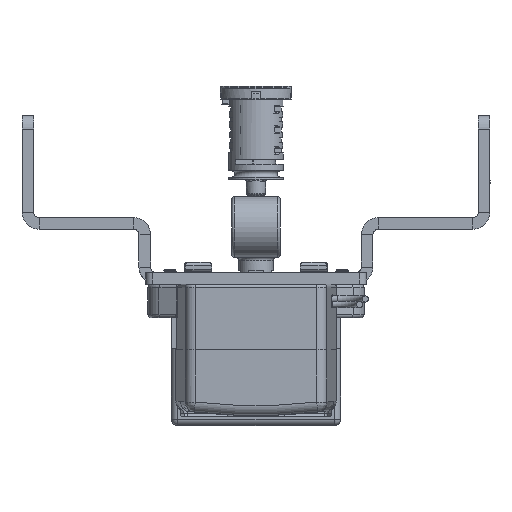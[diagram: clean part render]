
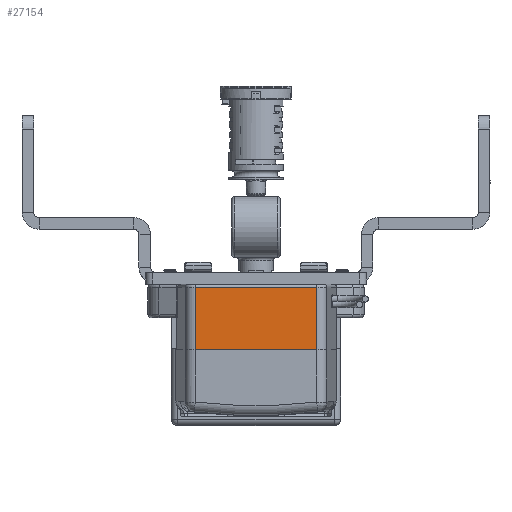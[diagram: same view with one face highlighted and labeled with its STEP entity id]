
A CAD part, front view. The second image highlights one B-rep face of the part: STEP entity #27154.
In plain terms, the highlighted planar face has unit normal (0, -1, 0).
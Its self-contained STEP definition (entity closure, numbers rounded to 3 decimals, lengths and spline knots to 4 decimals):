
#897=PLANE('',#29179);
#2157=FACE_OUTER_BOUND('',#3657,.T.);
#3657=EDGE_LOOP('',(#21821,#21822,#21823,#21824));
#6885=LINE('',#51462,#9123);
#7121=LINE('',#52171,#9359);
#7249=LINE('',#52559,#9487);
#7250=LINE('',#52561,#9488);
#9123=VECTOR('',#33389,0.3937);
#9359=VECTOR('',#34071,0.3937);
#9487=VECTOR('',#34467,0.3937);
#9488=VECTOR('',#34470,0.3937);
#11670=VERTEX_POINT('',#51456);
#11671=VERTEX_POINT('',#51460);
#11872=VERTEX_POINT('',#52165);
#11873=VERTEX_POINT('',#52169);
#14868=EDGE_CURVE('',#11671,#11670,#6885,.T.);
#15205=EDGE_CURVE('',#11873,#11872,#7121,.T.);
#15388=EDGE_CURVE('',#11872,#11671,#7249,.T.);
#15389=EDGE_CURVE('',#11670,#11873,#7250,.T.);
#21821=ORIENTED_EDGE('',*,*,#15205,.F.);
#21822=ORIENTED_EDGE('',*,*,#15389,.F.);
#21823=ORIENTED_EDGE('',*,*,#14868,.F.);
#21824=ORIENTED_EDGE('',*,*,#15388,.F.);
#27154=ADVANCED_FACE('',(#2157),#897,.T.);
#29179=AXIS2_PLACEMENT_3D('',#52560,#34468,#34469);
#33389=DIRECTION('',(-1.,0.,0.));
#34071=DIRECTION('',(1.,0.,0.));
#34467=DIRECTION('',(0.,0.,-1.));
#34468=DIRECTION('center_axis',(0.,-1.,0.));
#34469=DIRECTION('ref_axis',(-1.,0.,0.));
#34470=DIRECTION('',(0.,0.,1.));
#51456=CARTESIAN_POINT('',(-0.5517,-2.2944,-2.2606));
#51460=CARTESIAN_POINT('',(0.5517,-2.2944,-2.2606));
#51462=CARTESIAN_POINT('',(0.636,-2.2944,-2.2606));
#52165=CARTESIAN_POINT('',(0.5517,-2.2944,-1.6946));
#52169=CARTESIAN_POINT('',(-0.5517,-2.2944,-1.6946));
#52171=CARTESIAN_POINT('',(0.318,-2.2944,-1.6946));
#52559=CARTESIAN_POINT('',(0.5517,-2.2944,-1.6646));
#52560=CARTESIAN_POINT('Origin',(0.636,-2.2944,-1.6646));
#52561=CARTESIAN_POINT('',(-0.5517,-2.2944,-1.6646));
